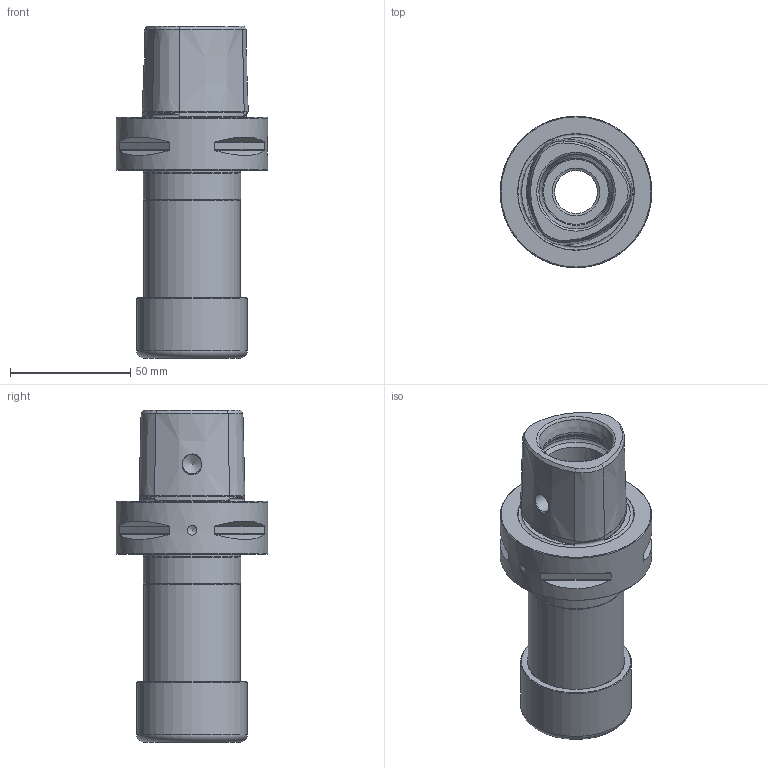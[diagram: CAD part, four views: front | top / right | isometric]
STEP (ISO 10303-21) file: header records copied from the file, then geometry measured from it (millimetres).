
FILE_DESCRIPTION(/* description */ (''),/* implementation_level */ '2;1');
FILE_NAME(/* name */ '580672550.stp',/* time_stamp */ '2021-01-12T12:38:58',/* author */ ('LRA'),/* organization */ ('REGO-FIX'),/* preprocessor_version */ ' Unknown',/* originating_system */ 'SIEMENS PLM Software Solid Edge ST10',/* authorization */ 'Unknown');
FILE_SCHEMA (('AUTOMOTIVE_DESIGN { 1 0 10303 214 2 1 1}'));
Length unit declared in the file: millimetre
Products named in the file (1): 0013940
Bounding box: 63 x 63 x 138 mm (x, y, z)
Volume: 161152.7 mm3; surface area: 42707 mm2
Topology: 2 solids, 2 shells, 136 faces, 322 edges, 199 vertices
Faces by surface type: cone 66, cylinder 29, plane 29, torus 12
Full cylindrical faces by diameter (mm): 4 x1, 8.1 x2, 17.835 x2, 25 x1, 28 x2, 30 x1, 32 x1, 34 x1, 38.376 x1, 40 x2, 40.05 x1, 40.5 x1, 42 x1, 46 x1, 63 x1
Entity records: 4519 total; most frequent: CARTESIAN_POINT 801, DIRECTION 580, ORIENTED_EDGE 480, AXIS2_PLACEMENT_3D 256, EDGE_CURVE 240, FACE_BOUND 210, EDGE_LOOP 207, VERTEX_POINT 176
